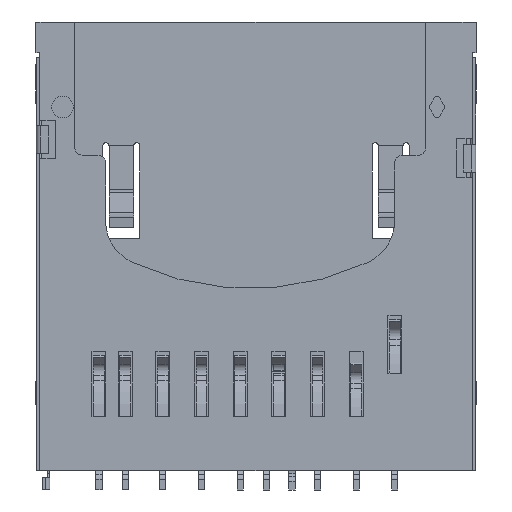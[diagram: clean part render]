
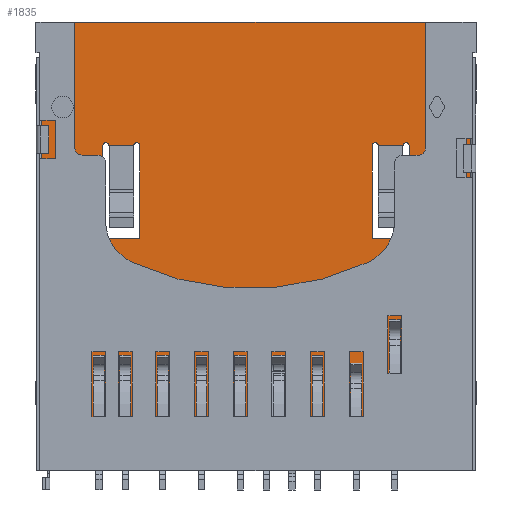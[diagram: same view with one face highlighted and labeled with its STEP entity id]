
A CAD part, front view. The second image highlights one B-rep face of the part: STEP entity #1835.
In plain terms, the highlighted planar face has unit normal (0, -1, 0).
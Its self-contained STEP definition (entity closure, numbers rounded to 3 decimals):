
#174=DIRECTION('',(-1.,0.,0.));
#175=VECTOR('',#174,0.59);
#176=CARTESIAN_POINT('',(13.85,2.6,26.7));
#177=LINE('',#176,#175);
#200=DIRECTION('',(0.,0.,-1.));
#201=VECTOR('',#200,1.64);
#202=CARTESIAN_POINT('',(13.26,2.6,29.));
#203=LINE('',#202,#201);
#204=CARTESIAN_POINT('',(13.26,2.6,27.03));
#205=DIRECTION('',(0.,-1.,0.));
#206=DIRECTION('',(0.,0.,1.));
#207=AXIS2_PLACEMENT_3D('',#204,#205,#206);
#209=CARTESIAN_POINT('',(13.26,2.6,27.03));
#210=DIRECTION('',(0.,-1.,0.));
#211=DIRECTION('',(-1.,0.,0.));
#212=AXIS2_PLACEMENT_3D('',#209,#210,#211);
#214=DIRECTION('',(-1.,0.,0.));
#215=VECTOR('',#214,27.7);
#216=CARTESIAN_POINT('',(13.85,2.6,0.));
#217=LINE('',#216,#215);
#218=DIRECTION('',(1.,0.,0.));
#219=VECTOR('',#218,0.59);
#220=CARTESIAN_POINT('',(-13.85,2.6,26.7));
#221=LINE('',#220,#219);
#222=CARTESIAN_POINT('',(-13.26,2.6,27.03));
#223=DIRECTION('',(0.,-1.,0.));
#224=DIRECTION('',(0.,0.,-1.));
#225=AXIS2_PLACEMENT_3D('',#222,#223,#224);
#227=CARTESIAN_POINT('',(-13.26,2.6,27.03));
#228=DIRECTION('',(0.,-1.,0.));
#229=DIRECTION('',(1.,0.,0.));
#230=AXIS2_PLACEMENT_3D('',#227,#228,#229);
#232=DIRECTION('',(0.,0.,1.));
#233=VECTOR('',#232,1.64);
#234=CARTESIAN_POINT('',(-13.26,2.6,27.36));
#235=LINE('',#234,#233);
#236=DIRECTION('',(0.,0.,1.));
#237=VECTOR('',#236,6.);
#238=CARTESIAN_POINT('',(9.9,2.6,15.));
#239=LINE('',#238,#237);
#240=CARTESIAN_POINT('',(9.7,2.6,21.));
#241=DIRECTION('',(0.,-1.,0.));
#242=DIRECTION('',(1.,0.,0.));
#243=AXIS2_PLACEMENT_3D('',#240,#241,#242);
#245=DIRECTION('',(-1.,0.,0.));
#246=VECTOR('',#245,1.6);
#247=CARTESIAN_POINT('',(9.5,2.6,21.));
#248=LINE('',#247,#246);
#249=CARTESIAN_POINT('',(7.7,2.6,21.));
#250=DIRECTION('',(0.,-1.,0.));
#251=DIRECTION('',(1.,0.,0.));
#252=AXIS2_PLACEMENT_3D('',#249,#250,#251);
#254=DIRECTION('',(0.,0.,-1.));
#255=VECTOR('',#254,6.);
#256=CARTESIAN_POINT('',(7.5,2.6,21.));
#257=LINE('',#256,#255);
#258=DIRECTION('',(1.,0.,0.));
#259=VECTOR('',#258,2.4);
#260=CARTESIAN_POINT('',(7.5,2.6,15.));
#261=LINE('',#260,#259);
#262=DIRECTION('',(1.,0.,0.));
#263=VECTOR('',#262,2.4);
#264=CARTESIAN_POINT('',(-9.9,2.6,15.));
#265=LINE('',#264,#263);
#266=DIRECTION('',(0.,0.,1.));
#267=VECTOR('',#266,6.);
#268=CARTESIAN_POINT('',(-7.5,2.6,15.));
#269=LINE('',#268,#267);
#270=CARTESIAN_POINT('',(-7.7,2.6,21.));
#271=DIRECTION('',(0.,-1.,0.));
#272=DIRECTION('',(1.,0.,0.));
#273=AXIS2_PLACEMENT_3D('',#270,#271,#272);
#275=DIRECTION('',(-1.,0.,0.));
#276=VECTOR('',#275,1.6);
#277=CARTESIAN_POINT('',(-7.9,2.6,21.));
#278=LINE('',#277,#276);
#279=CARTESIAN_POINT('',(-9.7,2.6,21.));
#280=DIRECTION('',(0.,-1.,0.));
#281=DIRECTION('',(1.,0.,0.));
#282=AXIS2_PLACEMENT_3D('',#279,#280,#281);
#284=DIRECTION('',(0.,0.,-1.));
#285=VECTOR('',#284,6.);
#286=CARTESIAN_POINT('',(-9.9,2.6,21.));
#287=LINE('',#286,#285);
#288=DIRECTION('',(-1.,0.,0.));
#289=VECTOR('',#288,26.52);
#290=CARTESIAN_POINT('',(13.26,2.6,29.));
#291=LINE('',#290,#289);
#688=DIRECTION('',(0.,0.,-1.));
#689=VECTOR('',#688,26.7);
#690=CARTESIAN_POINT('',(-13.85,2.6,26.7));
#691=LINE('',#690,#689);
#718=DIRECTION('',(0.,0.,1.));
#719=VECTOR('',#718,26.7);
#720=CARTESIAN_POINT('',(13.85,2.6,0.));
#721=LINE('',#720,#719);
#1150=CARTESIAN_POINT('',(7.5,2.6,15.));
#1151=VERTEX_POINT('',#1150);
#1152=CARTESIAN_POINT('',(7.5,2.6,21.));
#1153=VERTEX_POINT('',#1152);
#1203=CARTESIAN_POINT('',(9.5,2.6,21.));
#1205=VERTEX_POINT('',#1203);
#1208=CARTESIAN_POINT('',(7.9,2.6,21.));
#1209=VERTEX_POINT('',#1208);
#1242=CARTESIAN_POINT('',(13.26,2.6,29.));
#1243=CARTESIAN_POINT('',(-13.26,2.6,29.));
#1244=VERTEX_POINT('',#1242);
#1245=VERTEX_POINT('',#1243);
#1246=CARTESIAN_POINT('',(13.26,2.6,27.36));
#1247=VERTEX_POINT('',#1246);
#1248=CARTESIAN_POINT('',(12.93,2.6,27.03));
#1249=VERTEX_POINT('',#1248);
#1250=CARTESIAN_POINT('',(13.26,2.6,26.7));
#1251=VERTEX_POINT('',#1250);
#1252=CARTESIAN_POINT('',(13.85,2.6,26.7));
#1253=VERTEX_POINT('',#1252);
#1254=CARTESIAN_POINT('',(13.85,2.6,0.));
#1255=VERTEX_POINT('',#1254);
#1256=CARTESIAN_POINT('',(-13.85,2.6,0.));
#1257=VERTEX_POINT('',#1256);
#1258=CARTESIAN_POINT('',(-13.85,2.6,26.7));
#1259=VERTEX_POINT('',#1258);
#1260=CARTESIAN_POINT('',(-13.26,2.6,26.7));
#1261=VERTEX_POINT('',#1260);
#1262=CARTESIAN_POINT('',(-12.93,2.6,27.03));
#1263=VERTEX_POINT('',#1262);
#1264=CARTESIAN_POINT('',(-13.26,2.6,27.36));
#1265=VERTEX_POINT('',#1264);
#1266=CARTESIAN_POINT('',(9.9,2.6,15.));
#1267=CARTESIAN_POINT('',(9.9,2.6,21.));
#1268=VERTEX_POINT('',#1266);
#1269=VERTEX_POINT('',#1267);
#1270=CARTESIAN_POINT('',(-9.9,2.6,15.));
#1271=CARTESIAN_POINT('',(-7.5,2.6,15.));
#1272=VERTEX_POINT('',#1270);
#1273=VERTEX_POINT('',#1271);
#1274=CARTESIAN_POINT('',(-7.5,2.6,21.));
#1275=VERTEX_POINT('',#1274);
#1276=CARTESIAN_POINT('',(-7.9,2.6,21.));
#1277=VERTEX_POINT('',#1276);
#1278=CARTESIAN_POINT('',(-9.5,2.6,21.));
#1279=VERTEX_POINT('',#1278);
#1280=CARTESIAN_POINT('',(-9.9,2.6,21.));
#1281=VERTEX_POINT('',#1280);
#1777=CARTESIAN_POINT('',(0.,2.6,14.5));
#1778=DIRECTION('',(0.,1.,0.));
#1779=DIRECTION('',(1.,0.,0.));
#1780=AXIS2_PLACEMENT_3D('',#1777,#1778,#1779);
#1781=PLANE('',#1780);
#1783=ORIENTED_EDGE('',*,*,#1782,.F.);
#1785=ORIENTED_EDGE('',*,*,#1784,.T.);
#1787=ORIENTED_EDGE('',*,*,#1786,.T.);
#1789=ORIENTED_EDGE('',*,*,#1788,.T.);
#1790=ORIENTED_EDGE('',*,*,#1761,.F.);
#1792=ORIENTED_EDGE('',*,*,#1791,.F.);
#1794=ORIENTED_EDGE('',*,*,#1793,.T.);
#1796=ORIENTED_EDGE('',*,*,#1795,.F.);
#1798=ORIENTED_EDGE('',*,*,#1797,.T.);
#1800=ORIENTED_EDGE('',*,*,#1799,.T.);
#1802=ORIENTED_EDGE('',*,*,#1801,.T.);
#1804=ORIENTED_EDGE('',*,*,#1803,.T.);
#1805=EDGE_LOOP('',(#1783,#1785,#1787,#1789,#1790,#1792,#1794,#1796,#1798,#1800,
#1802,#1804));
#1806=FACE_OUTER_BOUND('',#1805,.F.);
#1808=ORIENTED_EDGE('',*,*,#1807,.T.);
#1810=ORIENTED_EDGE('',*,*,#1809,.T.);
#1812=ORIENTED_EDGE('',*,*,#1811,.T.);
#1814=ORIENTED_EDGE('',*,*,#1813,.T.);
#1816=ORIENTED_EDGE('',*,*,#1815,.T.);
#1818=ORIENTED_EDGE('',*,*,#1817,.T.);
#1819=EDGE_LOOP('',(#1808,#1810,#1812,#1814,#1816,#1818));
#1820=FACE_BOUND('',#1819,.F.);
#1822=ORIENTED_EDGE('',*,*,#1821,.T.);
#1824=ORIENTED_EDGE('',*,*,#1823,.T.);
#1826=ORIENTED_EDGE('',*,*,#1825,.T.);
#1828=ORIENTED_EDGE('',*,*,#1827,.T.);
#1830=ORIENTED_EDGE('',*,*,#1829,.T.);
#1832=ORIENTED_EDGE('',*,*,#1831,.T.);
#1833=EDGE_LOOP('',(#1822,#1824,#1826,#1828,#1830,#1832));
#1834=FACE_BOUND('',#1833,.F.);
#1835=ADVANCED_FACE('',(#1806,#1820,#1834),#1781,.F.);
#208=CIRCLE('',#207,0.33);
#213=CIRCLE('',#212,0.33);
#226=CIRCLE('',#225,0.33);
#231=CIRCLE('',#230,0.33);
#244=CIRCLE('',#243,0.2);
#253=CIRCLE('',#252,0.2);
#274=CIRCLE('',#273,0.2);
#283=CIRCLE('',#282,0.2);
#1761=EDGE_CURVE('',#1253,#1251,#177,.T.);
#1782=EDGE_CURVE('',#1244,#1245,#291,.T.);
#1784=EDGE_CURVE('',#1244,#1247,#203,.T.);
#1786=EDGE_CURVE('',#1247,#1249,#208,.T.);
#1788=EDGE_CURVE('',#1249,#1251,#213,.T.);
#1791=EDGE_CURVE('',#1255,#1253,#721,.T.);
#1793=EDGE_CURVE('',#1255,#1257,#217,.T.);
#1795=EDGE_CURVE('',#1259,#1257,#691,.T.);
#1797=EDGE_CURVE('',#1259,#1261,#221,.T.);
#1799=EDGE_CURVE('',#1261,#1263,#226,.T.);
#1801=EDGE_CURVE('',#1263,#1265,#231,.T.);
#1803=EDGE_CURVE('',#1265,#1245,#235,.T.);
#1807=EDGE_CURVE('',#1268,#1269,#239,.T.);
#1809=EDGE_CURVE('',#1269,#1205,#244,.T.);
#1811=EDGE_CURVE('',#1205,#1209,#248,.T.);
#1813=EDGE_CURVE('',#1209,#1153,#253,.T.);
#1815=EDGE_CURVE('',#1153,#1151,#257,.T.);
#1817=EDGE_CURVE('',#1151,#1268,#261,.T.);
#1821=EDGE_CURVE('',#1272,#1273,#265,.T.);
#1823=EDGE_CURVE('',#1273,#1275,#269,.T.);
#1825=EDGE_CURVE('',#1275,#1277,#274,.T.);
#1827=EDGE_CURVE('',#1277,#1279,#278,.T.);
#1829=EDGE_CURVE('',#1279,#1281,#283,.T.);
#1831=EDGE_CURVE('',#1281,#1272,#287,.T.);
